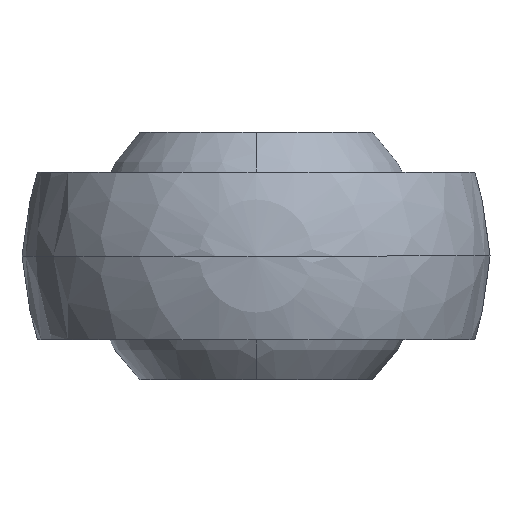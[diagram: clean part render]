
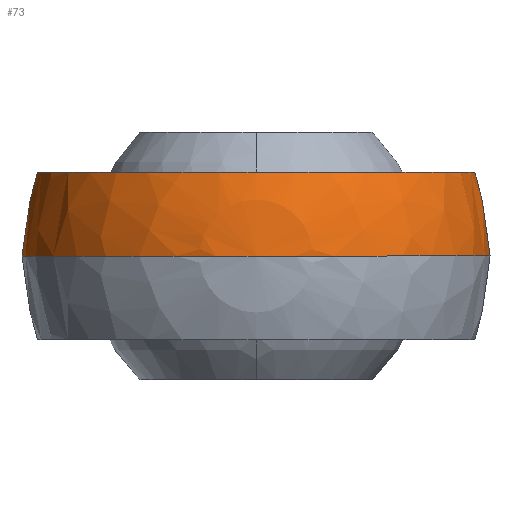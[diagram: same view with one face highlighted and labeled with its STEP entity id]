
A CAD part, left-side view. The second image highlights one B-rep face of the part: STEP entity #73.
In plain terms, the highlighted spherical face has radius 35 mm.
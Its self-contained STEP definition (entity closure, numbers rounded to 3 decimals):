
#73=ADVANCED_FACE('',(#186),#187,.T.);
#186=FACE_OUTER_BOUND('',#347,.T.);
#187=SPHERICAL_SURFACE('',#348,35.0);
#347=EDGE_LOOP('',(#498,#499,#500,#501,#502,#503));
#348=AXIS2_PLACEMENT_3D('',#504,#505,#506);
#498=ORIENTED_EDGE('',*,*,#894,.F.);
#499=ORIENTED_EDGE('',*,*,#895,.F.);
#500=ORIENTED_EDGE('',*,*,#896,.F.);
#501=ORIENTED_EDGE('',*,*,#897,.F.);
#502=ORIENTED_EDGE('',*,*,#898,.F.);
#503=ORIENTED_EDGE('',*,*,#899,.T.);
#504=CARTESIAN_POINT('',(0.,0.0,0.0));
#505=DIRECTION('',(1.0,-0.0,-0.0));
#506=DIRECTION('',(0.0,1.0,0.0));
#894=EDGE_CURVE('',#1045,#1046,#1047,.T.);
#895=EDGE_CURVE('',#1048,#1045,#1049,.T.);
#896=EDGE_CURVE('',#1050,#1048,#1051,.T.);
#897=EDGE_CURVE('',#1052,#1050,#1053,.F.);
#898=EDGE_CURVE('',#1054,#1052,#1055,.T.);
#899=EDGE_CURVE('',#1054,#1046,#1056,.T.);
#1045=VERTEX_POINT('',#1260);
#1046=VERTEX_POINT('',#1261);
#1047=CIRCLE('',#1262,35.0);
#1048=VERTEX_POINT('',#1263);
#1049=CIRCLE('',#1264,35.0);
#1050=VERTEX_POINT('',#1265);
#1051=CIRCLE('',#1266,28.369);
#1052=VERTEX_POINT('',#1267);
#1053=CIRCLE('',#1268,32.692);
#1054=VERTEX_POINT('',#1269);
#1055=CIRCLE('',#1270,28.369);
#1056=B_SPLINE_CURVE_WITH_KNOTS('',3,(#1271,#1272,#1273,#1274,#1275,#1276,#1277,#1278,#1279,#1280,#1281,#1282,#1283,#1284,#1285,#1286,#1287,#1288,#1289,#1290,#1291,#1292,#1293,#1294,#1295,#1296,#1297,#1298,#1299,#1300,#1301,#1302,#1303,#1304),.UNSPECIFIED.,.F.,.F.,(4,2,2,2,2,2,2,2,2,2,2,2,2,2,2,2,4),(0.,0.001,0.002,0.002,0.003,0.004,0.005,0.006,0.006,0.007,0.008,0.009,0.009,0.01,0.011,0.012,0.013),.UNSPECIFIED.);
#1260=CARTESIAN_POINT('',(-35.0,0.,0.0));
#1261=CARTESIAN_POINT('',(17.495,30.314,0.));
#1262=AXIS2_PLACEMENT_3D('',#1818,#1819,#1820);
#1263=CARTESIAN_POINT('',(20.499,-28.369,0.));
#1264=AXIS2_PLACEMENT_3D('',#1821,#1822,#1823);
#1265=CARTESIAN_POINT('',(20.499,-25.466,12.5));
#1266=AXIS2_PLACEMENT_3D('',#1824,#1825,#1826);
#1267=CARTESIAN_POINT('',(20.499,25.466,12.5));
#1268=AXIS2_PLACEMENT_3D('',#1827,#1828,#1829);
#1269=CARTESIAN_POINT('',(20.499,28.019,4.442));
#1270=AXIS2_PLACEMENT_3D('',#1830,#1831,#1832);
#1271=CARTESIAN_POINT('',(20.499,28.019,4.442));
#1272=CARTESIAN_POINT('',(20.29,28.179,4.399));
#1273=CARTESIAN_POINT('',(20.087,28.334,4.334));
#1274=CARTESIAN_POINT('',(19.692,28.635,4.16));
#1275=CARTESIAN_POINT('',(19.5,28.782,4.051));
#1276=CARTESIAN_POINT('',(19.132,29.064,3.789));
#1277=CARTESIAN_POINT('',(18.959,29.196,3.64));
#1278=CARTESIAN_POINT('',(18.636,29.442,3.305));
#1279=CARTESIAN_POINT('',(18.485,29.558,3.118));
#1280=CARTESIAN_POINT('',(18.211,29.767,2.714));
#1281=CARTESIAN_POINT('',(18.09,29.859,2.499));
#1282=CARTESIAN_POINT('',(17.879,30.02,2.045));
#1283=CARTESIAN_POINT('',(17.788,30.09,1.803));
#1284=CARTESIAN_POINT('',(17.643,30.201,1.305));
#1285=CARTESIAN_POINT('',(17.588,30.243,1.051));
#1286=CARTESIAN_POINT('',(17.514,30.299,0.533));
#1287=CARTESIAN_POINT('',(17.496,30.313,0.266));
#1288=CARTESIAN_POINT('',(17.495,30.314,-0.264));
#1289=CARTESIAN_POINT('',(17.514,30.3,-0.526));
#1290=CARTESIAN_POINT('',(17.587,30.244,-1.045));
#1291=CARTESIAN_POINT('',(17.643,30.201,-1.304));
#1292=CARTESIAN_POINT('',(17.787,30.09,-1.8));
#1293=CARTESIAN_POINT('',(17.877,30.022,-2.038));
#1294=CARTESIAN_POINT('',(18.088,29.861,-2.494));
#1295=CARTESIAN_POINT('',(18.211,29.767,-2.713));
#1296=CARTESIAN_POINT('',(18.483,29.559,-3.115));
#1297=CARTESIAN_POINT('',(18.632,29.445,-3.3));
#1298=CARTESIAN_POINT('',(18.956,29.198,-3.637));
#1299=CARTESIAN_POINT('',(19.131,29.064,-3.789));
#1300=CARTESIAN_POINT('',(19.496,28.785,-4.048));
#1301=CARTESIAN_POINT('',(19.687,28.64,-4.157));
#1302=CARTESIAN_POINT('',(20.083,28.336,-4.333));
#1303=CARTESIAN_POINT('',(20.29,28.179,-4.399));
#1304=CARTESIAN_POINT('',(20.499,28.019,-4.442));
#1818=CARTESIAN_POINT('',(0.,0.0,0.0));
#1819=DIRECTION('',(-0.0,0.,-1.0));
#1820=DIRECTION('',(0.0,-1.0,0.));
#1821=CARTESIAN_POINT('',(0.,0.0,0.0));
#1822=DIRECTION('',(-0.0,0.,-1.0));
#1823=DIRECTION('',(0.0,-1.0,0.));
#1824=CARTESIAN_POINT('',(20.499,0.0,0.0));
#1825=DIRECTION('',(1.0,0.0,-0.0));
#1826=DIRECTION('',(-0.0,0.0,-1.0));
#1827=CARTESIAN_POINT('',(0.,0.0,12.5));
#1828=DIRECTION('',(0.0,0.0,-1.0));
#1829=DIRECTION('',(-1.0,0.0,0.0));
#1830=CARTESIAN_POINT('',(20.499,0.0,0.0));
#1831=DIRECTION('',(1.0,0.0,-0.0));
#1832=DIRECTION('',(-0.0,0.0,-1.0));
